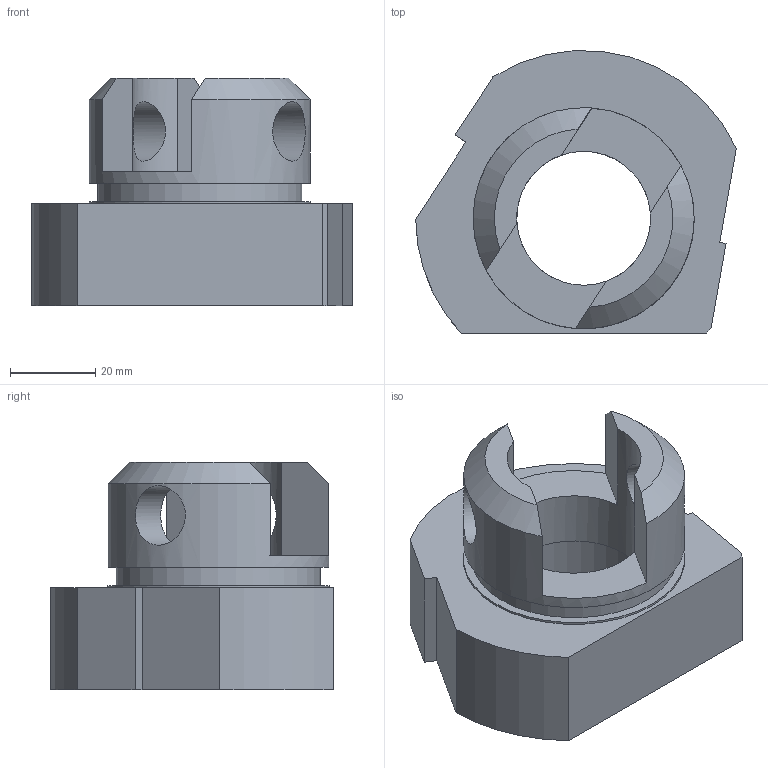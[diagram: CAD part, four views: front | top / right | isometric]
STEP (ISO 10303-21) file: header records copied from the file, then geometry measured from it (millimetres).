
FILE_DESCRIPTION(/* description */ (''),/* implementation_level */ '2;1');
FILE_NAME(/* name */ 'A739_-_CORPO_LEVA_FRENO__1_MIR.stp',/* time_stamp */ '2016-06-02T11:35:35+02:00',/* author */ (''),/* organization */ (''),/* preprocessor_version */ 'ST-DEVELOPER v16.5',/* originating_system */ 'Autodesk Translation Framework v5.0.0.3310',/* authorisation */ '');
FILE_SCHEMA (('AUTOMOTIVE_DESIGN { 1 0 10303 214 3 1 1 }'));
Length unit declared in the file: centimetre
Products named in the file (1): A739_-_CORPO_LEVA_FRENO__1_MIR
Bounding box: 75.4 x 66.44 x 53.5 mm (x, y, z)
Volume: 96666.7 mm3; surface area: 21994.7 mm2
Topology: 1 solids, 1 shells, 32 faces, 85 edges, 58 vertices
Faces by surface type: plane 20, cylinder 10, cone 2
Full cylindrical faces by diameter (mm): 14 x2, 31.5 x1, 36 x1, 48 x1, 52 x2
Entity records: 1116 total; most frequent: CARTESIAN_POINT 329, DIRECTION 154, ORIENTED_EDGE 148, EDGE_CURVE 74, AXIS2_PLACEMENT_3D 57, VERTEX_POINT 54, EDGE_LOOP 48, LINE 40
